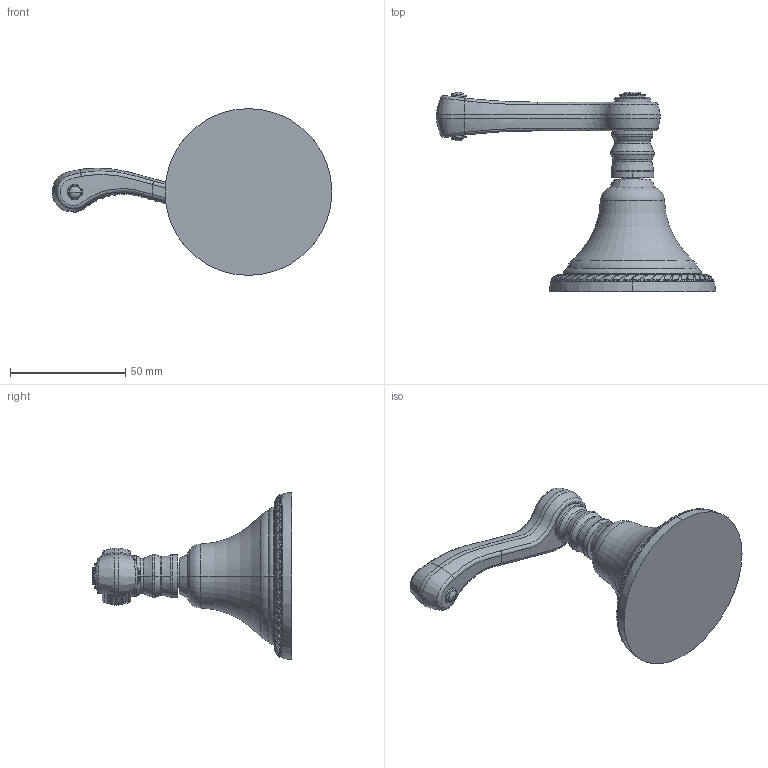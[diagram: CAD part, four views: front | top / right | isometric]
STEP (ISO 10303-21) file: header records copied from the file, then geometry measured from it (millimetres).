
FILE_DESCRIPTION((''),'2;1');
FILE_NAME('3-188C','2020-12-30T14:58:30',('jinson.thomas'),(''),'CREO PARAMETRIC BY PTC INC, 2018400','CREO PARAMETRIC BY PTC INC, 2018400','');
FILE_SCHEMA(('CONFIG_CONTROL_DESIGN'));
Length unit declared in the file: inch
Products named in the file (1): 3-188C
Bounding box: 121.14 x 86.36 x 72.26 mm (x, y, z)
Volume: 96593.5 mm3; surface area: 18890.8 mm2
Topology: 1 solids, 1 shells, 555 faces, 1422 edges, 924 vertices
Faces by surface type: cylinder 120, plane 113, extrusion 100, torus 84, sphere 66, bspline 64, cone 8
Entity records: 27320 total; most frequent: CARTESIAN_POINT 15319, ORIENTED_EDGE 2836, DIRECTION 1839, EDGE_CURVE 1418, VERTEX_POINT 924, B_SPLINE_CURVE_WITH_KNOTS 871, AXIS2_PLACEMENT_3D 701, EDGE_LOOP 614
